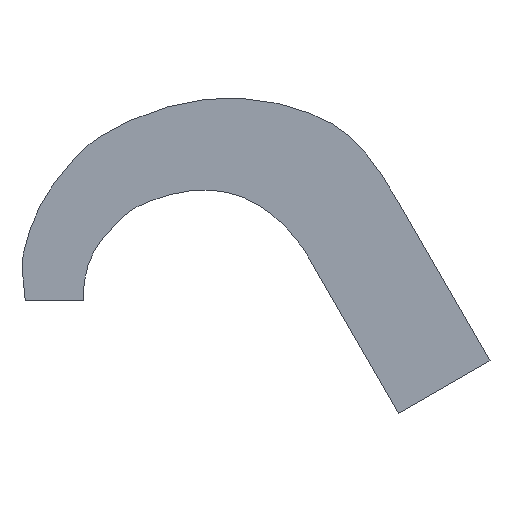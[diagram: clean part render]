
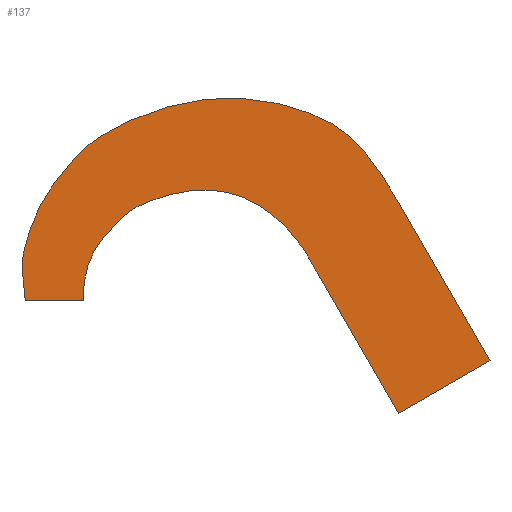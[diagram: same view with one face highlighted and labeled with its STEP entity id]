
A CAD part, front view. The second image highlights one B-rep face of the part: STEP entity #137.
In plain terms, the highlighted planar face has unit normal (0, -1, 0).
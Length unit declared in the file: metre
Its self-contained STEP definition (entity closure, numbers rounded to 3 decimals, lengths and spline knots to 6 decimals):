
#13=PLANE('',#158);
#22=LINE('',#331,#36);
#24=LINE('',#442,#38);
#25=LINE('',#444,#39);
#26=LINE('',#446,#40);
#36=VECTOR('',#171,1.);
#38=VECTOR('',#175,1.);
#39=VECTOR('',#176,1.);
#40=VECTOR('',#177,1.);
#58=ORIENTED_EDGE('',*,*,#84,.F.);
#59=ORIENTED_EDGE('',*,*,#88,.T.);
#60=ORIENTED_EDGE('',*,*,#91,.T.);
#61=ORIENTED_EDGE('',*,*,#92,.T.);
#62=ORIENTED_EDGE('',*,*,#93,.T.);
#63=ORIENTED_EDGE('',*,*,#94,.T.);
#84=EDGE_CURVE('',#102,#103,#113,.T.);
#88=EDGE_CURVE('',#102,#105,#22,.T.);
#91=EDGE_CURVE('',#105,#107,#115,.T.);
#92=EDGE_CURVE('',#107,#108,#24,.T.);
#93=EDGE_CURVE('',#108,#109,#25,.T.);
#94=EDGE_CURVE('',#109,#103,#26,.T.);
#102=VERTEX_POINT('',#311);
#103=VERTEX_POINT('',#324);
#105=VERTEX_POINT('',#330);
#107=VERTEX_POINT('',#428);
#108=VERTEX_POINT('',#443);
#109=VERTEX_POINT('',#445);
#113=B_SPLINE_CURVE_WITH_KNOTS('',3,(#312,#313,#314,#315,#316,#317,#318,
#319,#320,#321,#322,#323),.UNSPECIFIED.,.F.,.F.,(4,1,1,1,1,1,1,1,1,4),(0.,
0.083011,0.168672,0.254492,0.339619,
0.426984,0.517542,0.673679,0.840243,
1.),.UNSPECIFIED.);
#115=B_SPLINE_CURVE_WITH_KNOTS('',3,(#429,#430,#431,#432,#433,#434,#435,
#436,#437,#438,#439,#440),.UNSPECIFIED.,.F.,.F.,(4,1,1,1,1,1,1,1,1,4),(0.,
0.085188,0.173466,0.260792,0.347113,
0.435317,0.526444,0.68169,0.84444,
1.),.UNSPECIFIED.);
#119=EDGE_LOOP('',(#58,#59,#60,#61,#62,#63));
#127=FACE_BOUND('',#119,.T.);
#137=ADVANCED_FACE('',(#127),#13,.T.);
#158=AXIS2_PLACEMENT_3D('',#441,#173,#174);
#171=DIRECTION('',(1.,0.,0.));
#173=DIRECTION('',(0.,-1.,0.));
#174=DIRECTION('',(1.,0.,0.));
#175=DIRECTION('',(0.5,0.,-0.866));
#176=DIRECTION('',(0.866,0.,0.5));
#177=DIRECTION('',(-0.5,0.,0.866));
#311=CARTESIAN_POINT('',(-0.147311,-0.6096,0.));
#312=CARTESIAN_POINT('',(-0.147311,-0.6096,0.));
#313=CARTESIAN_POINT('',(-0.147311,-0.6096,0.0127));
#314=CARTESIAN_POINT('',(-0.162128,-0.6096,0.082062));
#315=CARTESIAN_POINT('',(-0.14399,-0.6096,0.155475));
#316=CARTESIAN_POINT('',(-0.115765,-0.6096,0.234378));
#317=CARTESIAN_POINT('',(-0.07264,-0.6096,0.30139));
#318=CARTESIAN_POINT('',(-0.01529,-0.6096,0.369378));
#319=CARTESIAN_POINT('',(0.054417,-0.6096,0.431963));
#320=CARTESIAN_POINT('',(0.312248,-0.6096,0.54285));
#321=CARTESIAN_POINT('',(0.643544,-0.6096,0.474537));
#322=CARTESIAN_POINT('',(0.733615,-0.6096,0.358562));
#323=CARTESIAN_POINT('',(0.80029,-0.6096,0.243078));
#324=CARTESIAN_POINT('',(0.80029,-0.6096,0.243078));
#330=CARTESIAN_POINT('',(0.,-0.6096,0.));
#331=CARTESIAN_POINT('',(-0.073656,-0.6096,0.));
#428=CARTESIAN_POINT('',(0.569321,-0.6096,0.109728));
#429=CARTESIAN_POINT('',(0.,-0.6096,0.));
#430=CARTESIAN_POINT('',(0.,-0.6096,0.023578));
#431=CARTESIAN_POINT('',(-0.000054,-0.6096,0.04357));
#432=CARTESIAN_POINT('',(0.012688,-0.6096,0.097932));
#433=CARTESIAN_POINT('',(0.035584,-0.6096,0.141126));
#434=CARTESIAN_POINT('',(0.066416,-0.6096,0.178498));
#435=CARTESIAN_POINT('',(0.104006,-0.6096,0.215972));
#436=CARTESIAN_POINT('',(0.148391,-0.6096,0.248428));
#437=CARTESIAN_POINT('',(0.306769,-0.6096,0.298195));
#438=CARTESIAN_POINT('',(0.470845,-0.6096,0.24419));
#439=CARTESIAN_POINT('',(0.548398,-0.6096,0.145968));
#440=CARTESIAN_POINT('',(0.569321,-0.6096,0.109728));
#441=CARTESIAN_POINT('',(0.319081,-0.6096,0.271425));
#442=CARTESIAN_POINT('',(0.683621,-0.6096,-0.088245));
#443=CARTESIAN_POINT('',(0.797921,-0.6096,-0.286219));
#444=CARTESIAN_POINT('',(0.913406,-0.6096,-0.219544));
#445=CARTESIAN_POINT('',(1.02889,-0.6096,-0.152869));
#446=CARTESIAN_POINT('',(0.91459,-0.6096,0.045105));
